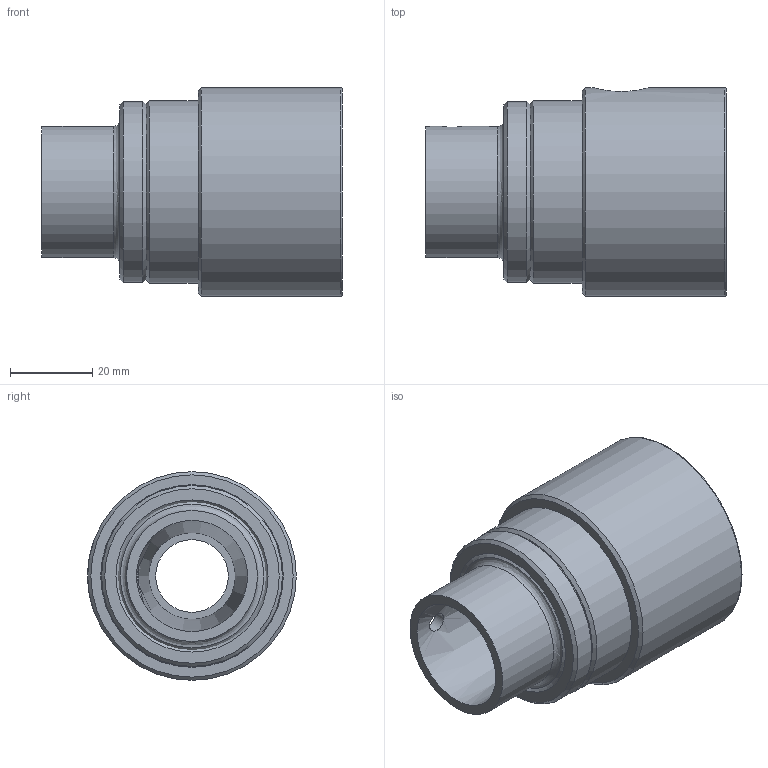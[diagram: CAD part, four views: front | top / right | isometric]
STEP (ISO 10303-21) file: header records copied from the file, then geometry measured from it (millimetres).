
FILE_DESCRIPTION((''),'2;1');
FILE_NAME('6041-3D.stp','2010-05-21T09:48:31',('michael witt'),(''),'Autodesk Inventor 2010','Autodesk Inventor 2010','');
FILE_SCHEMA(('AUTOMOTIVE_DESIGN { 1 0 10303 214 1 1 1 1 }'));
Length unit declared in the file: inch
Products named in the file (4): Assembly2; Part8; Part10; Part12
Assembly tree (3 placements, depth 2):
  Assembly2
    Part8
    Part10
    Part12
Bounding box: 73.18 x 50.8 x 50.8 mm (x, y, z)
Volume: 73068.1 mm3; surface area: 28876.6 mm2
Topology: 3 solids, 3 shells, 33 faces, 70 edges, 42 vertices
Faces by surface type: cone 11, cylinder 10, plane 9, bspline 2, torus 1
Full cylindrical faces by diameter (mm): 4.724 x1, 31.902 x1, 34.696 x1, 34.95 x1, 35.458 x2, 36.525 x1, 44.044 x1, 44.45 x1, 50.8 x1
Entity records: 1006 total; most frequent: CARTESIAN_POINT 307, DIRECTION 138, ORIENTED_EDGE 72, EDGE_LOOP 70, AXIS2_PLACEMENT_3D 69, FACE_BOUND 37, VERTEX_POINT 36, EDGE_CURVE 36
